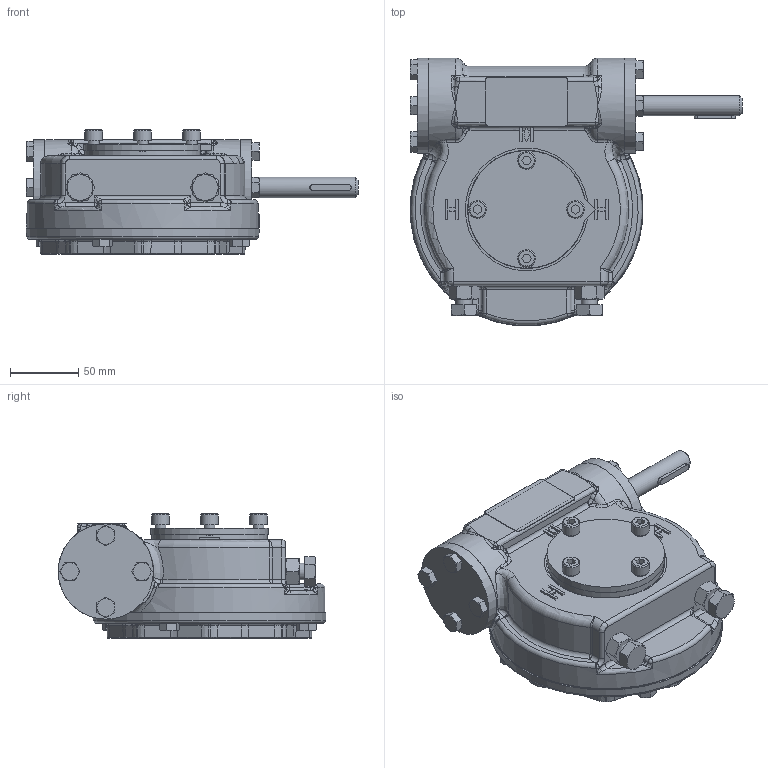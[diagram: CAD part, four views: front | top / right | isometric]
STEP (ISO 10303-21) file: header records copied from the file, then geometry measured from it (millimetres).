
FILE_DESCRIPTION(/* description */ ('Unknown'),/* implementation_level */ '2;1');
FILE_NAME(/* name */ 'PUB-IW3FB-MAN-F10',/* time_stamp */ '2016-07-12T14:00:51+01:00',/* author */ ('Unknown'),/* organization */ ('Unknown'),/* preprocessor_version */ 'ST-DEVELOPER v16',/* originating_system */ 'DEX',/* authorisation */ $);
FILE_SCHEMA (('AUTOMOTIVE_DESIGN {1 0 10303 214 3 1 1}'));
Products named in the file (1): PUB-IW3FB-MAN-F10
Bounding box: 244.09 x 196.71 x 91.4 mm (x, y, z)
Volume: 706304.7 mm3; surface area: 324030.2 mm2
Topology: 28 solids, 33 shells, 1467 faces, 3469 edges, 2106 vertices
Faces by surface type: plane 649, cone 243, cylinder 228, bspline 196, torus 117, sphere 34
Full cylindrical faces by diameter (mm): 6.8 x12, 8 x20, 8.1 x4, 8.376 x8, 8.5 x24, 10.2 x4, 12 x2, 13 x4, 15 x4, 19.025 x1, 20.5 x2, 22.4 x2, 30 x2, 34.58 x2, 35 x2, 40 x6, 60 x3, 61 x1, 64.7 x1, 70 x2, 85 x3, 90.25 x1, 90.6 x1, 142 x2
Entity records: 63105 total; most frequent: CARTESIAN_POINT 31684, ORIENTED_EDGE 6125, DIRECTION 5614, EDGE_CURVE 3064, AXIS2_PLACEMENT_3D 2245, VERTEX_POINT 2018, FACE_BOUND 1893, EDGE_LOOP 1874
